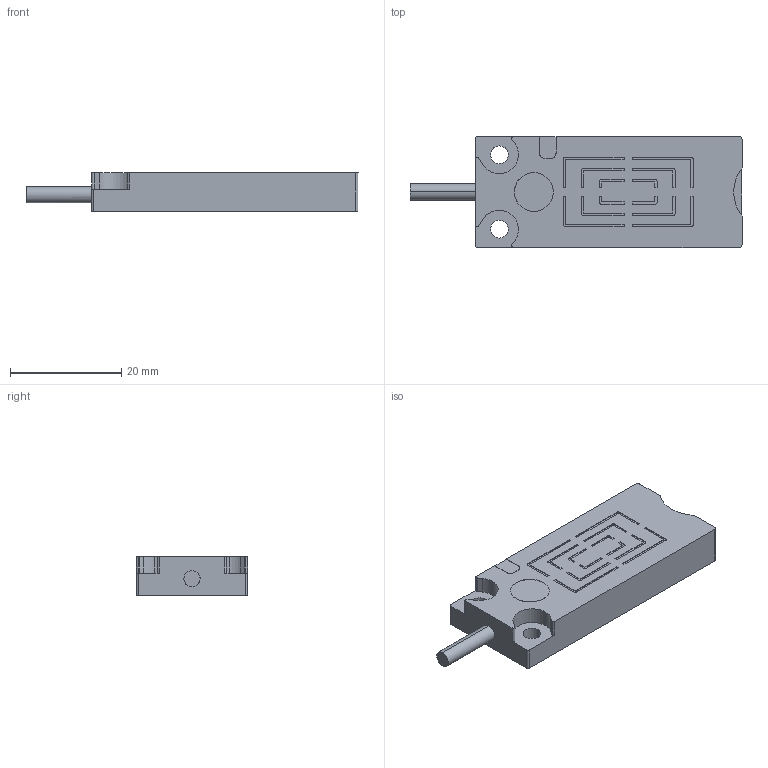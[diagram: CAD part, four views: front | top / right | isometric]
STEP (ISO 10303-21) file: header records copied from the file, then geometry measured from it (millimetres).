
FILE_DESCRIPTION(('CATIA V5 STEP Exchange'),'2;1');
FILE_NAME('CAD_STP_100_0779.stp','2023-03-03T09:07:01+00:00',('none'),('none'),'Version 5-6 Release 2012','CATIA V5 STEP AP203','none');
FILE_SCHEMA(('CONFIG_CONTROL_DESIGN'));
Length unit declared in the file: millimetre
Products named in the file (1): _KQ5101
Bounding box: 59.8 x 20 x 7 mm (x, y, z)
Volume: 6372.5 mm3; surface area: 3089.2 mm2
Topology: 1 solids, 1 shells, 160 faces, 433 edges, 290 vertices
Faces by surface type: plane 114, cylinder 46
Entity records: 5052 total; most frequent: CARTESIAN_POINT 976, ORIENTED_EDGE 866, DIRECTION 744, EDGE_CURVE 433, VECTOR 337, LINE 337, VERTEX_POINT 290, AXIS2_PLACEMENT_3D 248
